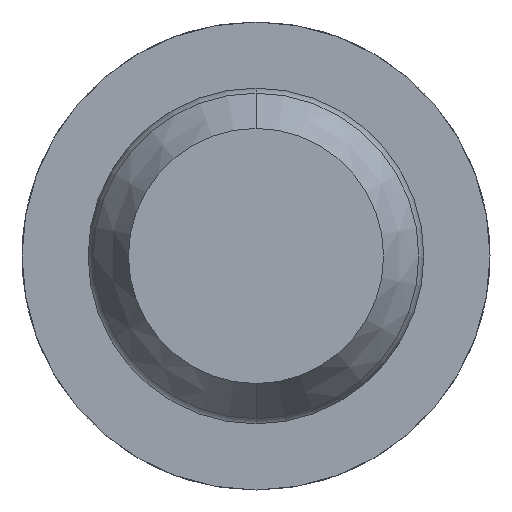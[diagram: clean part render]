
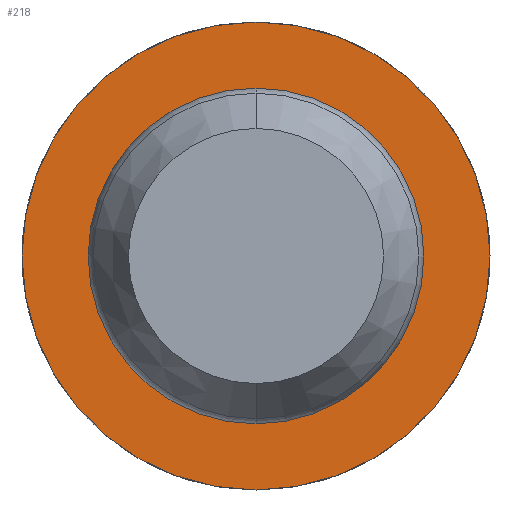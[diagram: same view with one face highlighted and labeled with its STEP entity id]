
A CAD part, front view. The second image highlights one B-rep face of the part: STEP entity #218.
In plain terms, the highlighted planar face has unit normal (0, -1, 0).
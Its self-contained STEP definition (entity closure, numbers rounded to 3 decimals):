
#202 = VERTEX_POINT ( 'NONE', #3897 ) ;
#218 = ADVANCED_FACE ( 'Defeature ausgef�hrt2_7', ( #1285, #2193 ), #3508, .F. ) ;
#482 = CIRCLE ( 'NONE', #3665, 0.825 ) ;
#769 = DIRECTION ( 'NONE',  ( 0., 0., 1. ) ) ;
#804 = CARTESIAN_POINT ( 'NONE',  ( 1.15, -10., 0. ) ) ;
#812 = EDGE_CURVE ( 'Defeature ausgef�hrt2_7+Defeature ausgef�hrt2_8+Defeature ausgef�hrt2_8+Defeature ausgef�hrt2_8', #4679, #5055, #482, .T. ) ;
#942 = DIRECTION ( 'NONE',  ( 0., 0., 1. ) ) ;
#972 = CARTESIAN_POINT ( 'NONE',  ( 0., -10., 0. ) ) ;
#990 = ORIENTED_EDGE ( 'NONE', *, *, #4097, .F. ) ;
#1108 = DIRECTION ( 'NONE',  ( 0., 0., 1. ) ) ;
#1285 = FACE_OUTER_BOUND ( 'NONE', #5545, .T. ) ;
#1379 = CARTESIAN_POINT ( 'NONE',  ( 0., -10., 0. ) ) ;
#1399 = CARTESIAN_POINT ( 'NONE',  ( 0., -10., -1.15 ) ) ;
#1407 = AXIS2_PLACEMENT_3D ( 'NONE', #804, #4467, #4071 ) ;
#1535 = VERTEX_POINT ( 'NONE', #1399 ) ;
#1837 = DIRECTION ( 'NONE',  ( 0., 1., 0. ) ) ;
#1887 = DIRECTION ( 'NONE',  ( 0., 0., 1. ) ) ;
#2193 = FACE_BOUND ( 'NONE', #2334, .T. ) ;
#2233 = EDGE_CURVE ( 'Defeature ausgef�hrt2_4+Defeature ausgef�hrt2_7+Defeature ausgef�hrt2_7+Defeature ausgef�hrt2_7', #202, #1535, #5691, .T. ) ;
#2286 = DIRECTION ( 'NONE',  ( 0., 1., 0. ) ) ;
#2334 = EDGE_LOOP ( 'NONE', ( #5181, #3325 ) ) ;
#2447 = DIRECTION ( 'NONE',  ( 0., 1., 0. ) ) ;
#2487 = CARTESIAN_POINT ( 'NONE',  ( 0., -10., -0.825 ) ) ;
#3203 = CIRCLE ( 'NONE', #5453, 1.15 ) ;
#3325 = ORIENTED_EDGE ( 'NONE', *, *, #812, .T. ) ;
#3494 = CARTESIAN_POINT ( 'NONE',  ( 0., -10., 0. ) ) ;
#3508 = PLANE ( 'NONE',  #1407 ) ;
#3661 = CARTESIAN_POINT ( 'NONE',  ( 0., -10., 0.825 ) ) ;
#3665 = AXIS2_PLACEMENT_3D ( 'NONE', #972, #2286, #1887 ) ;
#3705 = AXIS2_PLACEMENT_3D ( 'NONE', #3494, #5280, #769 ) ;
#3855 = CARTESIAN_POINT ( 'NONE',  ( 0., -10., 0. ) ) ;
#3897 = CARTESIAN_POINT ( 'NONE',  ( 0., -10., 1.15 ) ) ;
#4071 = DIRECTION ( 'NONE',  ( 0., 0., 1. ) ) ;
#4097 = EDGE_CURVE ( 'Defeature ausgef�hrt2_4+Defeature ausgef�hrt2_7+Defeature ausgef�hrt2_7+Defeature ausgef�hrt2_7', #1535, #202, #3203, .T. ) ;
#4467 = DIRECTION ( 'NONE',  ( 0., 1., 0. ) ) ;
#4534 = CIRCLE ( 'NONE', #4747, 0.825 ) ;
#4643 = EDGE_CURVE ( 'Defeature ausgef�hrt2_7+Defeature ausgef�hrt2_8+Defeature ausgef�hrt2_8+Defeature ausgef�hrt2_8', #5055, #4679, #4534, .T. ) ;
#4679 = VERTEX_POINT ( 'NONE', #2487 ) ;
#4747 = AXIS2_PLACEMENT_3D ( 'NONE', #3855, #2447, #1108 ) ;
#5055 = VERTEX_POINT ( 'NONE', #3661 ) ;
#5181 = ORIENTED_EDGE ( 'NONE', *, *, #4643, .T. ) ;
#5248 = ORIENTED_EDGE ( 'NONE', *, *, #2233, .F. ) ;
#5280 = DIRECTION ( 'NONE',  ( 0., 1., 0. ) ) ;
#5453 = AXIS2_PLACEMENT_3D ( 'NONE', #1379, #1837, #942 ) ;
#5545 = EDGE_LOOP ( 'NONE', ( #5248, #990 ) ) ;
#5691 = CIRCLE ( 'NONE', #3705, 1.15 ) ;
